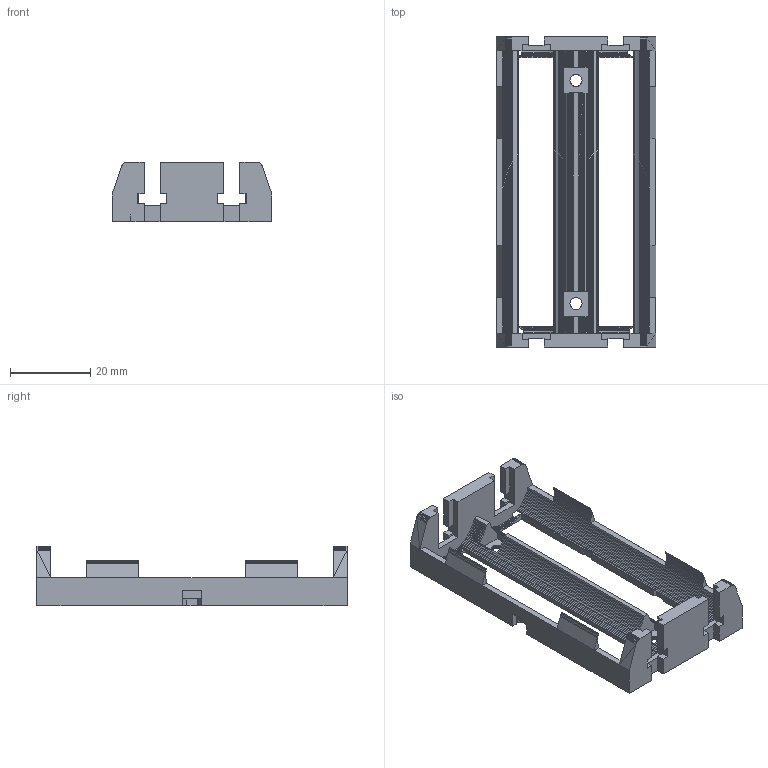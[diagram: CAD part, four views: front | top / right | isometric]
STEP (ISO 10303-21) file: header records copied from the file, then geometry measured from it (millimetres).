
FILE_DESCRIPTION(/* description */ (''),/* implementation_level */ '2;1');
FILE_NAME(/* name */ 'battery_frame.step',/* time_stamp */ '2025-06-18T16:32:32+05:30',/* author */ (''),/* organization */ (''),/* preprocessor_version */ 'ST-DEVELOPER v20.1',/* originating_system */ 'Autodesk Translation Framework v14.10.0.0',/* authorisation */ '');
FILE_SCHEMA (('AUTOMOTIVE_DESIGN { 1 0 10303 214 3 1 1 }'));
Length unit declared in the file: millimetre
Products named in the file (1): rekon35
Bounding box: 39.66 x 77.15 x 14.87 mm (x, y, z)
Volume: 8954.9 mm3; surface area: 8901.3 mm2
Topology: 1 solids, 1 shells, 1055 faces, 2749 edges, 1696 vertices
Faces by surface type: plane 1055
Entity records: 31155 total; most frequent: CARTESIAN_POINT 5501, ORIENTED_EDGE 5498, DIRECTION 4861, LINE 2749, VECTOR 2749, EDGE_CURVE 2749, VERTEX_POINT 1696, EDGE_LOOP 1071
